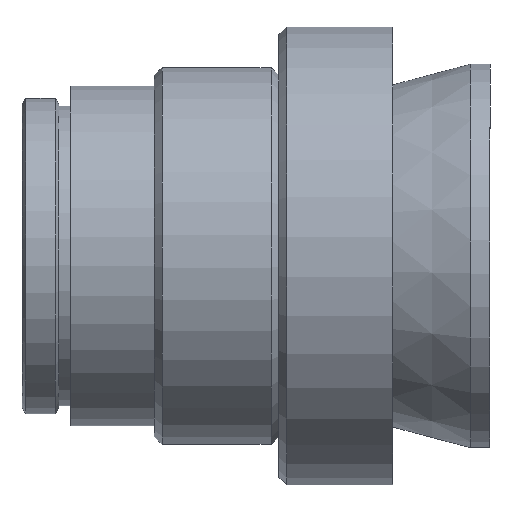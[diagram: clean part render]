
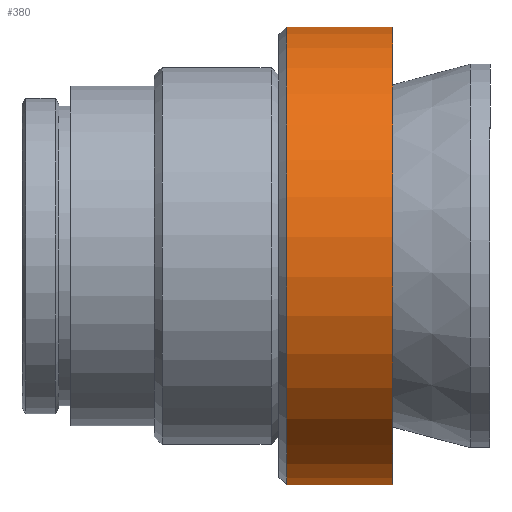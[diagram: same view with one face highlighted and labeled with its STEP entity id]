
A CAD part, front view. The second image highlights one B-rep face of the part: STEP entity #380.
In plain terms, the highlighted cylindrical face has radius 14.986 mm (diameter 29.972 mm), a full revolution.
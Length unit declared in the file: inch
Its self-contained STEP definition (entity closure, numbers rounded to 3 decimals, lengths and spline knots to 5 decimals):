
#13=CYLINDRICAL_SURFACE($,#422,0.59);
#38=FACE_BOUND($,#108,.T.);
#78=FACE_OUTER_BOUND($,#107,.T.);
#107=EDGE_LOOP($,(#272));
#108=EDGE_LOOP($,(#273));
#171=CIRCLE($,#421,0.59);
#172=CIRCLE($,#423,0.59);
#204=VERTEX_POINT($,#626);
#205=VERTEX_POINT($,#629);
#237=EDGE_CURVE($,#204,#204,#171,.T.);
#238=EDGE_CURVE($,#205,#205,#172,.T.);
#272=ORIENTED_EDGE($,*,*,#238,.F.);
#273=ORIENTED_EDGE($,*,*,#237,.F.);
#380=ADVANCED_FACE($,(#78,#38),#13,.T.);
#421=AXIS2_PLACEMENT_3D($,#627,#496,#497);
#422=AXIS2_PLACEMENT_3D($,#628,#498,#499);
#423=AXIS2_PLACEMENT_3D($,#630,#500,#501);
#496=DIRECTION('center_axis',(-1.,0.,0.));
#497=DIRECTION('ref_axis',(0.,-0.821,0.57));
#498=DIRECTION('center_axis',(1.,0.,0.));
#499=DIRECTION('ref_axis',(0.,0.821,-0.57));
#500=DIRECTION('center_axis',(1.,0.,0.));
#501=DIRECTION('ref_axis',(0.,0.821,-0.57));
#626=CARTESIAN_POINT('',(-2.2406,0.48461,-0.33654));
#627=CARTESIAN_POINT('Origin',(-2.2406,0.,
0.));
#628=CARTESIAN_POINT('Origin',(-2.11438,0.,
0.));
#629=CARTESIAN_POINT('',(-1.96816,0.48461,-0.33654));
#630=CARTESIAN_POINT('Origin',(-1.96816,0.,
0.));
